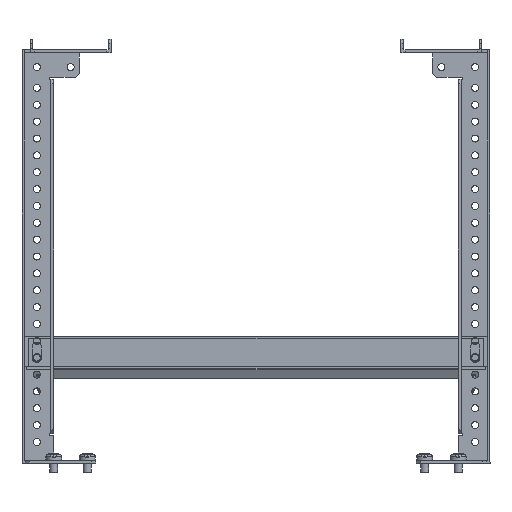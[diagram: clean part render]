
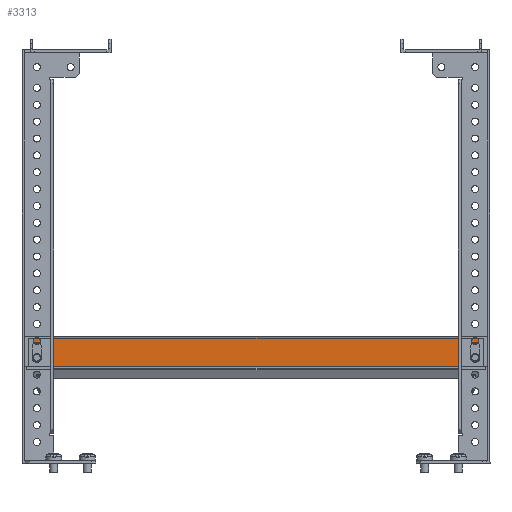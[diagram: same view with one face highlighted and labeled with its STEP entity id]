
A CAD part, left-side view. The second image highlights one B-rep face of the part: STEP entity #3313.
In plain terms, the highlighted face is planar.
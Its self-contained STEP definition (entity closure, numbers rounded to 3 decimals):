
#65 = VERTEX_POINT ( 'NONE', #2556 ) ;
#497 = CARTESIAN_POINT ( 'NONE',  ( -234.75, 0., -345.5 ) ) ;
#752 = DIRECTION ( 'NONE',  ( 0., 1., 0. ) ) ;
#756 = CIRCLE ( 'NONE', #8412, 3.5 ) ;
#1201 = CARTESIAN_POINT ( 'NONE',  ( -189.783, 0., -173. ) ) ;
#1670 = CARTESIAN_POINT ( 'NONE',  ( -228.25, 0., -10.5 ) ) ;
#2014 = CIRCLE ( 'NONE', #18735, 3.5 ) ;
#2122 = AXIS2_PLACEMENT_3D ( 'NONE', #18202, #10386, #19941 ) ;
#2462 = CARTESIAN_POINT ( 'NONE',  ( -220.25, 0., -335.5 ) ) ;
#2556 = CARTESIAN_POINT ( 'NONE',  ( -234.75, 0., -0.5 ) ) ;
#2571 = AXIS2_PLACEMENT_3D ( 'NONE', #9578, #23336, #7619 ) ;
#2854 = DIRECTION ( 'NONE',  ( 1., 0., 0. ) ) ;
#2855 = DIRECTION ( 'NONE',  ( -1., 0., 0. ) ) ;
#2907 = VERTEX_POINT ( 'NONE', #16358 ) ;
#3152 = ORIENTED_EDGE ( 'NONE', *, *, #27763, .F. ) ;
#3308 = DIRECTION ( 'NONE',  ( 0., -1., 0. ) ) ;
#3313 = ADVANCED_FACE ( 'NONE', ( #9298, #11816, #16771 ), #18870, .F. ) ;
#3374 = CARTESIAN_POINT ( 'NONE',  ( -220.25, 0., -10.5 ) ) ;
#3394 = VERTEX_POINT ( 'NONE', #5704 ) ;
#3430 = LINE ( 'NONE', #12700, #15618 ) ;
#3437 = DIRECTION ( 'NONE',  ( 1., 0., 0. ) ) ;
#4736 = VECTOR ( 'NONE', #18833, 1000. ) ;
#5046 = ORIENTED_EDGE ( 'NONE', *, *, #22142, .F. ) ;
#5191 = AXIS2_PLACEMENT_3D ( 'NONE', #10195, #752, #2855 ) ;
#5258 = EDGE_CURVE ( 'NONE', #24116, #2907, #756, .T. ) ;
#5363 = VERTEX_POINT ( 'NONE', #8148 ) ;
#5637 = EDGE_CURVE ( 'NONE', #19727, #28426, #16948, .T. ) ;
#5704 = CARTESIAN_POINT ( 'NONE',  ( -212.248, 0., -345.5 ) ) ;
#5925 = VERTEX_POINT ( 'NONE', #18261 ) ;
#5978 = EDGE_CURVE ( 'NONE', #5925, #3394, #8839, .T. ) ;
#6738 = VECTOR ( 'NONE', #21104, 1000. ) ;
#6804 = EDGE_LOOP ( 'NONE', ( #28376, #27164, #5046, #8964 ) ) ;
#7028 = DIRECTION ( 'NONE',  ( 0., 0., -1. ) ) ;
#7619 = DIRECTION ( 'NONE',  ( -1., 0., 0. ) ) ;
#8148 = CARTESIAN_POINT ( 'NONE',  ( -220.25, 0., -339. ) ) ;
#8267 = CARTESIAN_POINT ( 'NONE',  ( -231.75, 0., -335.5 ) ) ;
#8332 = ORIENTED_EDGE ( 'NONE', *, *, #27331, .F. ) ;
#8412 = AXIS2_PLACEMENT_3D ( 'NONE', #3374, #17129, #21321 ) ;
#8839 = LINE ( 'NONE', #11517, #16147 ) ;
#8964 = ORIENTED_EDGE ( 'NONE', *, *, #5978, .T. ) ;
#8974 = DIRECTION ( 'NONE',  ( -1., 0., 0. ) ) ;
#9298 = FACE_OUTER_BOUND ( 'NONE', #6804, .T. ) ;
#9578 = CARTESIAN_POINT ( 'NONE',  ( -228.25, 0., -335.5 ) ) ;
#9590 = LINE ( 'NONE', #11963, #6738 ) ;
#9698 = VERTEX_POINT ( 'NONE', #497 ) ;
#9977 = CIRCLE ( 'NONE', #5191, 3.5 ) ;
#10065 = LINE ( 'NONE', #16944, #11005 ) ;
#10195 = CARTESIAN_POINT ( 'NONE',  ( -228.25, 0., -10.5 ) ) ;
#10265 = CARTESIAN_POINT ( 'NONE',  ( -228.25, 0., -339. ) ) ;
#10314 = DIRECTION ( 'NONE',  ( -1., 0., 0. ) ) ;
#10386 = DIRECTION ( 'NONE',  ( 0., -1., 0. ) ) ;
#10757 = CARTESIAN_POINT ( 'NONE',  ( -234.75, 0., -345.5 ) ) ;
#10938 = DIRECTION ( 'NONE',  ( -1., 0., 0. ) ) ;
#11005 = VECTOR ( 'NONE', #16638, 1000. ) ;
#11517 = CARTESIAN_POINT ( 'NONE',  ( -212.248, 0., 2.859 ) ) ;
#11589 = DIRECTION ( 'NONE',  ( 0., -1., 0. ) ) ;
#11645 = VECTOR ( 'NONE', #3437, 1000. ) ;
#11816 = FACE_BOUND ( 'NONE', #15966, .T. ) ;
#11917 = EDGE_CURVE ( 'NONE', #2907, #22371, #3430, .T. ) ;
#11963 = CARTESIAN_POINT ( 'NONE',  ( -228.25, 0., -339. ) ) ;
#12510 = CARTESIAN_POINT ( 'NONE',  ( -228.25, 0., -332. ) ) ;
#12700 = CARTESIAN_POINT ( 'NONE',  ( -228.25, 0., -14. ) ) ;
#13304 = VECTOR ( 'NONE', #8974, 1000. ) ;
#13327 = DIRECTION ( 'NONE',  ( 0., 1., 0. ) ) ;
#13383 = EDGE_CURVE ( 'NONE', #29325, #19776, #21734, .T. ) ;
#14074 = EDGE_CURVE ( 'NONE', #28426, #29325, #24563, .T. ) ;
#14185 = ORIENTED_EDGE ( 'NONE', *, *, #18460, .T. ) ;
#15329 = AXIS2_PLACEMENT_3D ( 'NONE', #1670, #13327, #10938 ) ;
#15445 = EDGE_CURVE ( 'NONE', #9698, #3394, #26328, .T. ) ;
#15618 = VECTOR ( 'NONE', #10314, 1000. ) ;
#15966 = EDGE_LOOP ( 'NONE', ( #3152, #8332, #25140, #23970, #26991 ) ) ;
#16147 = VECTOR ( 'NONE', #7028, 1000. ) ;
#16228 = DIRECTION ( 'NONE',  ( -1., 0., 0. ) ) ;
#16358 = CARTESIAN_POINT ( 'NONE',  ( -220.25, 0., -14. ) ) ;
#16638 = DIRECTION ( 'NONE',  ( 0., 0., -1. ) ) ;
#16645 = EDGE_CURVE ( 'NONE', #65, #9698, #10065, .T. ) ;
#16771 = FACE_BOUND ( 'NONE', #24072, .T. ) ;
#16944 = CARTESIAN_POINT ( 'NONE',  ( -234.75, 0., -0.5 ) ) ;
#16948 = LINE ( 'NONE', #20983, #24769 ) ;
#17129 = DIRECTION ( 'NONE',  ( 0., 1., 0. ) ) ;
#17243 = CIRCLE ( 'NONE', #15329, 3.5 ) ;
#18202 = CARTESIAN_POINT ( 'NONE',  ( -228.25, 0., -335.5 ) ) ;
#18255 = LINE ( 'NONE', #22603, #13304 ) ;
#18261 = CARTESIAN_POINT ( 'NONE',  ( -212.248, 0., -0.5 ) ) ;
#18366 = CARTESIAN_POINT ( 'NONE',  ( -220.25, 0., -332. ) ) ;
#18460 = EDGE_CURVE ( 'NONE', #5363, #19727, #2014, .T. ) ;
#18735 = AXIS2_PLACEMENT_3D ( 'NONE', #2462, #11589, #16228 ) ;
#18833 = DIRECTION ( 'NONE',  ( 1., 0., 0. ) ) ;
#18870 = PLANE ( 'NONE',  #21611 ) ;
#19204 = ORIENTED_EDGE ( 'NONE', *, *, #5637, .T. ) ;
#19727 = VERTEX_POINT ( 'NONE', #18366 ) ;
#19776 = VERTEX_POINT ( 'NONE', #10265 ) ;
#19941 = DIRECTION ( 'NONE',  ( -1., 0., 0. ) ) ;
#20832 = CARTESIAN_POINT ( 'NONE',  ( -228.25, 0., -7. ) ) ;
#20983 = CARTESIAN_POINT ( 'NONE',  ( -228.25, 0., -332. ) ) ;
#21104 = DIRECTION ( 'NONE',  ( 1., 0., 0. ) ) ;
#21291 = DIRECTION ( 'NONE',  ( -1., 0., 0. ) ) ;
#21321 = DIRECTION ( 'NONE',  ( -1., 0., 0. ) ) ;
#21611 = AXIS2_PLACEMENT_3D ( 'NONE', #1201, #3308, #2854 ) ;
#21734 = CIRCLE ( 'NONE', #2122, 3.5 ) ;
#22142 = EDGE_CURVE ( 'NONE', #5925, #65, #18255, .T. ) ;
#22371 = VERTEX_POINT ( 'NONE', #23341 ) ;
#22603 = CARTESIAN_POINT ( 'NONE',  ( -190.407, 0., -0.5 ) ) ;
#22659 = VERTEX_POINT ( 'NONE', #23000 ) ;
#22868 = ORIENTED_EDGE ( 'NONE', *, *, #29622, .T. ) ;
#23000 = CARTESIAN_POINT ( 'NONE',  ( -231.75, 0., -10.5 ) ) ;
#23336 = DIRECTION ( 'NONE',  ( 0., -1., 0. ) ) ;
#23341 = CARTESIAN_POINT ( 'NONE',  ( -228.25, 0., -14. ) ) ;
#23473 = VERTEX_POINT ( 'NONE', #20832 ) ;
#23970 = ORIENTED_EDGE ( 'NONE', *, *, #11917, .F. ) ;
#24072 = EDGE_LOOP ( 'NONE', ( #24074, #25736, #22868, #14185, #19204 ) ) ;
#24074 = ORIENTED_EDGE ( 'NONE', *, *, #14074, .T. ) ;
#24116 = VERTEX_POINT ( 'NONE', #28975 ) ;
#24563 = CIRCLE ( 'NONE', #2571, 3.5 ) ;
#24769 = VECTOR ( 'NONE', #21291, 1000. ) ;
#25140 = ORIENTED_EDGE ( 'NONE', *, *, #29216, .F. ) ;
#25736 = ORIENTED_EDGE ( 'NONE', *, *, #13383, .T. ) ;
#26159 = CARTESIAN_POINT ( 'NONE',  ( -228.25, 0., -7. ) ) ;
#26328 = LINE ( 'NONE', #10757, #11645 ) ;
#26991 = ORIENTED_EDGE ( 'NONE', *, *, #5258, .F. ) ;
#27164 = ORIENTED_EDGE ( 'NONE', *, *, #16645, .F. ) ;
#27331 = EDGE_CURVE ( 'NONE', #22659, #23473, #9977, .T. ) ;
#27763 = EDGE_CURVE ( 'NONE', #23473, #24116, #28413, .T. ) ;
#28376 = ORIENTED_EDGE ( 'NONE', *, *, #15445, .F. ) ;
#28413 = LINE ( 'NONE', #26159, #4736 ) ;
#28426 = VERTEX_POINT ( 'NONE', #12510 ) ;
#28975 = CARTESIAN_POINT ( 'NONE',  ( -220.25, 0., -7. ) ) ;
#29216 = EDGE_CURVE ( 'NONE', #22371, #22659, #17243, .T. ) ;
#29325 = VERTEX_POINT ( 'NONE', #8267 ) ;
#29622 = EDGE_CURVE ( 'NONE', #19776, #5363, #9590, .T. ) ;
